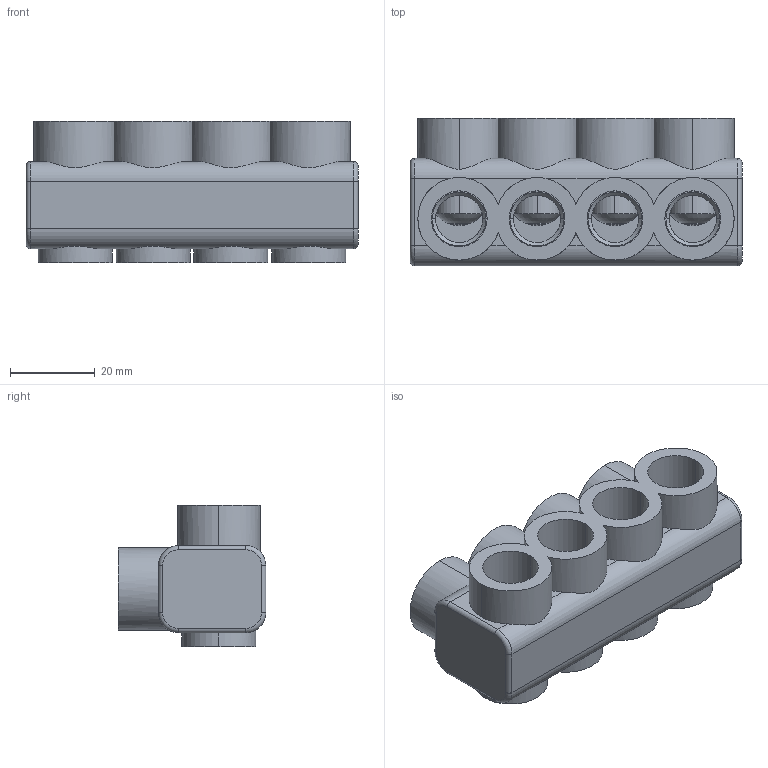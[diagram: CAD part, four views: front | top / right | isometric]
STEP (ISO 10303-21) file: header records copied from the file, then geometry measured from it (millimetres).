
FILE_DESCRIPTION (( 'STEP AP214' ), '1' );
FILE_NAME ('IPBB-NA2_0-4S-1.STEP', '2025-08-26T22:40:00', ( '' ), ( '' ), 'SwSTEP 2.0', 'SolidWorks 2024', '' );
FILE_SCHEMA (( 'AUTOMOTIVE_DESIGN' ));
Length unit declared in the file: inch
Products named in the file (1): IPBB-NA2_0-4S-1
Bounding box: 78.51 x 34.92 x 33.45 mm (x, y, z)
Volume: 46042.6 mm3; surface area: 29280 mm2
Topology: 6 solids, 6 shells, 329 faces, 897 edges, 566 vertices
Faces by surface type: plane 138, cylinder 119, cone 48, sphere 16, torus 8
Entity records: 14019 total; most frequent: CARTESIAN_POINT 5591, DIRECTION 1791, ORIENTED_EDGE 1754, EDGE_CURVE 877, AXIS2_PLACEMENT_3D 710, VERTEX_POINT 562, CIRCLE 380, LINE 371
